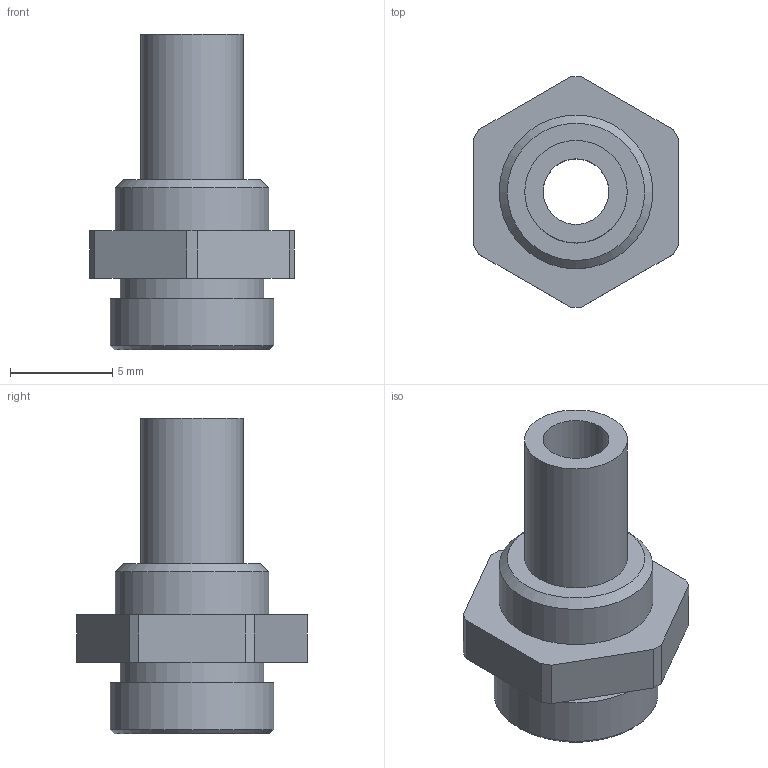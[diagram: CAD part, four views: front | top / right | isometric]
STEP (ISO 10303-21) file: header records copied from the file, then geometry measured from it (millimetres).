
FILE_DESCRIPTION(/* description */ (''),/* implementation_level */ '2;1');
FILE_NAME(/* name */ 'MZE.step',/* time_stamp */ '2024-07-15T09:38:06-05:00',/* author */ (''),/* organization */ (''),/* preprocessor_version */ 'ST-DEVELOPER v20',/* originating_system */ 'Autodesk Translation Framework v13.14.0.145',/* authorisation */ '');
FILE_SCHEMA (('AUTOMOTIVE_DESIGN { 1 0 10303 214 3 1 1 }'));
Length unit declared in the file: millimetre
Products named in the file (1): MZE
Bounding box: 10 x 11.25 x 15.4 mm (x, y, z)
Volume: 411.1 mm3; surface area: 696.9 mm2
Topology: 1 solids, 1 shells, 27 faces, 58 edges, 38 vertices
Faces by surface type: plane 19, cylinder 6, cone 2
Full cylindrical faces by diameter (mm): 3.2 x1, 5 x2, 7 x1, 7.5 x1, 8 x1
Entity records: 767 total; most frequent: DIRECTION 128, CARTESIAN_POINT 124, ORIENTED_EDGE 116, EDGE_CURVE 58, LINE 44, VECTOR 44, AXIS2_PLACEMENT_3D 42, VERTEX_POINT 38
